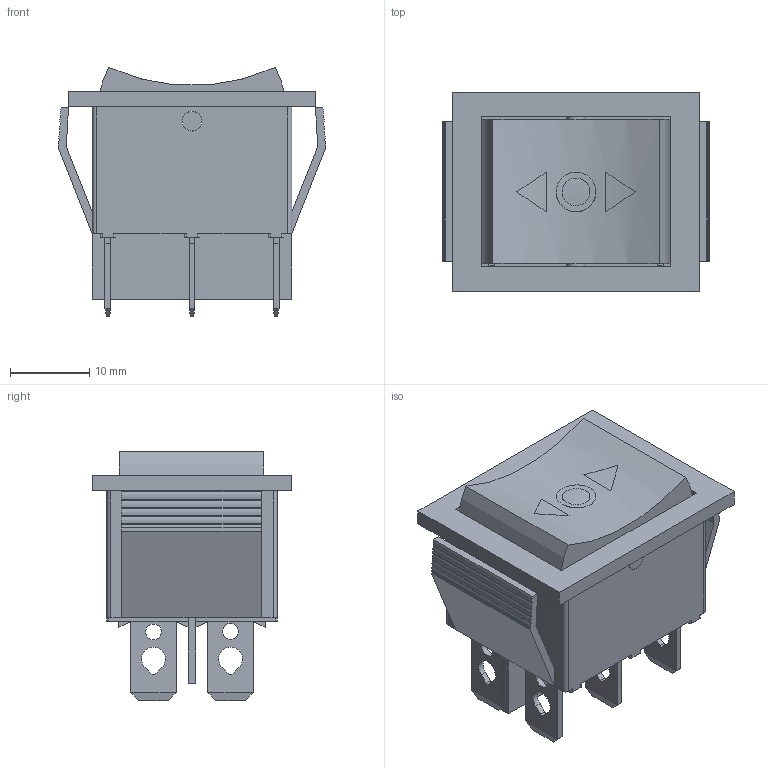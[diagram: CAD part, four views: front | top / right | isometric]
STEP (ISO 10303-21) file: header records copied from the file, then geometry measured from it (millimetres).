
FILE_DESCRIPTION(/* description */ (''),/* implementation_level */ '2;1');
FILE_NAME(/* name */ 'Switch - Rocker v9.step',/* time_stamp */ '2023-08-19T17:45:38+10:00',/* author */ (''),/* organization */ (''),/* preprocessor_version */ 'ST-DEVELOPER v20',/* originating_system */ 'Autodesk Translation Framework v12.9.0.99',/* authorisation */ '');
FILE_SCHEMA (('AUTOMOTIVE_DESIGN { 1 0 10303 214 3 1 1 }'));
Length unit declared in the file: millimetre
Products named in the file (4): Switch - Rocker; Switch; Rocker; Pins
Assembly tree (3 placements, depth 3):
  Switch - Rocker
    Switch
      Rocker
      Pins
Bounding box: 33.83 x 25.25 x 31.5 mm (x, y, z)
Volume: 7165.2 mm3; surface area: 9464.6 mm2
Topology: 24 solids, 24 shells, 294 faces, 690 edges, 450 vertices
Faces by surface type: plane 235, cylinder 59
Full cylindrical faces by diameter (mm): 2 x6, 2.45 x1, 2.5 x3, 3.5 x2, 5 x2
Entity records: 8593 total; most frequent: CARTESIAN_POINT 1575, DIRECTION 1400, ORIENTED_EDGE 1380, EDGE_CURVE 690, LINE 570, VECTOR 570, VERTEX_POINT 450, AXIS2_PLACEMENT_3D 415
